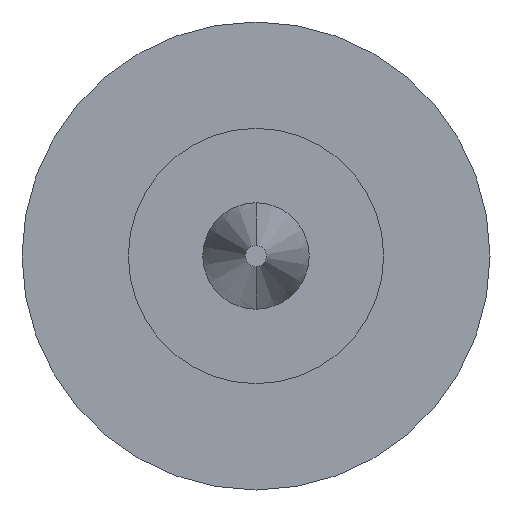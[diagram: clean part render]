
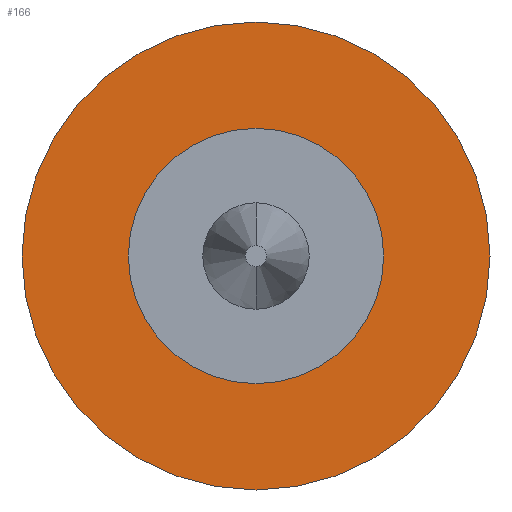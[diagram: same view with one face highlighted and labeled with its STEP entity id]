
A CAD part, front view. The second image highlights one B-rep face of the part: STEP entity #166.
In plain terms, the highlighted planar face has unit normal (0, -1, 0).
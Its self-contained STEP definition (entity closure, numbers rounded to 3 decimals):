
#102=CARTESIAN_POINT('POINT7',(0.,52.,22.));
#103=VERTEX_POINT('VERTEX7',#102);
#110=CARTESIAN_POINT('POINT8',(0.,52.,-22.)
   );
#111=VERTEX_POINT('VERTEX8',#110);
#112=CARTESIAN_POINT('POS12',(0.,52.,0.));
#113=DIRECTION('DIR18',(0.,-1.,0.));
#114=DIRECTION('DIR19',(0.,0.,1.));
#115=AXIS2_PLACEMENT_3D('AXIS7',#112,#113,#114);
#116=CIRCLE('ELLIPSE4',#115,22.);
#117=EDGE_CURVE('EDGE12',#111,#103,#116,.T.);
#137=EDGE_CURVE('EDGE14',#103,#111,#116,.T.);
#142=CARTESIAN_POINT('POINT9',(0.,52.,12.));
#143=VERTEX_POINT('VERTEX9',#142);
#144=CARTESIAN_POINT('POINT10',(0.,52.,-12.
   ));
#145=VERTEX_POINT('VERTEX10',#144);
#146=CARTESIAN_POINT('POS15',(0.,52.,0.));
#147=DIRECTION('DIR23',(0.,1.,0.));
#148=DIRECTION('DIR24',(0.,0.,1.));
#149=AXIS2_PLACEMENT_3D('AXIS9',#146,#147,#148);
#150=CIRCLE('ELLIPSE5',#149,12.);
#151=EDGE_CURVE('EDGE15',#143,#145,#150,.T.);
#152=ORIENTED_EDGE('COEDGE27',*,*,#151,.T.);
#153=EDGE_CURVE('EDGE16',#145,#143,#150,.T.);
#154=ORIENTED_EDGE('COEDGE28',*,*,#153,.T.);
#155=EDGE_LOOP('NONE',(#152,#154));
#156=FACE_BOUND('LOOP1',#155,.T.);
#157=ORIENTED_EDGE('COEDGE29',*,*,#137,.T.);
#158=ORIENTED_EDGE('COEDGE30',*,*,#117,.T.);
#159=EDGE_LOOP('NONE',(#157,#158));
#160=FACE_BOUND('LOOP1',#159,.T.);
#161=CARTESIAN_POINT('POS16',(0.,52.,0.));
#162=DIRECTION('DIR25',(0.,-1.,0.));
#163=DIRECTION('DIR26',(1.,0.,0.));
#164=AXIS2_PLACEMENT_3D('AXIS10',#161,#162,#163);
#165=PLANE('PLANE2',#164);
#166=ADVANCED_FACE('FACE8',(#156,#160),#165,.T.);
